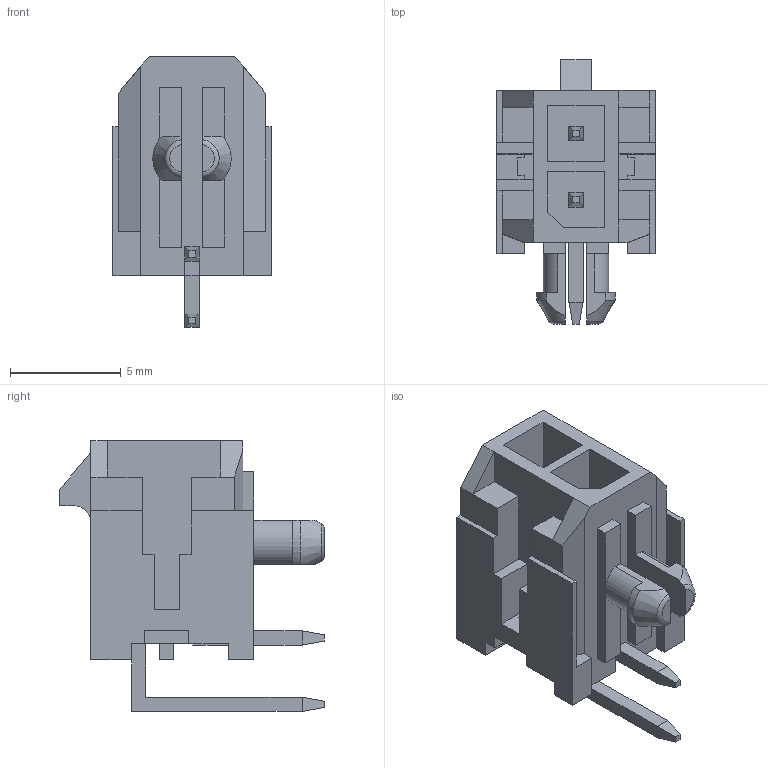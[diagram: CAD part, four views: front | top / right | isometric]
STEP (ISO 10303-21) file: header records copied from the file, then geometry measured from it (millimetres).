
FILE_DESCRIPTION( ( 'STEP AP214' ), '1' );
FILE_NAME( 'psolqas07481446513.stp', '2019-02-18T06:48:14', ( '' ), ( '' ), ' ', 'PARTsolutions', ' ' );
FILE_SCHEMA( ( 'AUTOMOTIVE_DESIGN { 1 0 10303 214 1 1 1 1 }' ) );
Length unit declared in the file: metre
Products named in the file (1): 1
Bounding box: 7.15 x 11.95 x 12.24 mm (x, y, z)
Volume: 334.6 mm3; surface area: 687.8 mm2
Topology: 1 solids, 1 shells, 196 faces, 516 edges, 329 vertices
Faces by surface type: plane 187, cylinder 5, torus 2, cone 2
Entity records: 5955 total; most frequent: CARTESIAN_POINT 1146, ORIENTED_EDGE 1032, DIRECTION 906, EDGE_CURVE 516, LINE 480, VECTOR 480, VERTEX_POINT 329, AXIS2_PLACEMENT_3D 213
